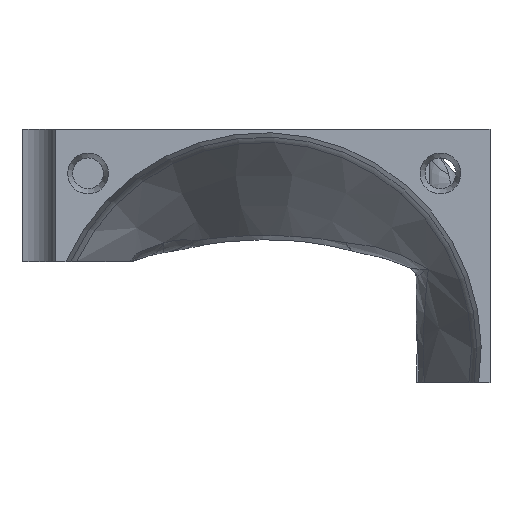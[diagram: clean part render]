
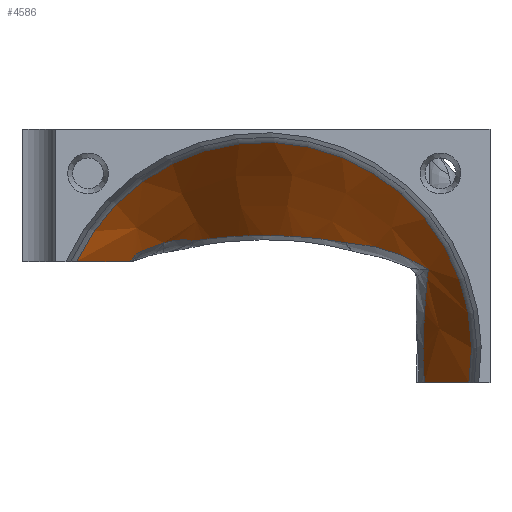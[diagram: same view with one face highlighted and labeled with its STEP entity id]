
A CAD part, left-side view. The second image highlights one B-rep face of the part: STEP entity #4586.
In plain terms, the highlighted conical face has half-angle 29.409 degrees and reference radius 15.912 mm.
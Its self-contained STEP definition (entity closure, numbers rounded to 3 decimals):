
#17=CONICAL_SURFACE('',#4945,15.912,0.513);
#38=(
BOUNDED_CURVE()
B_SPLINE_CURVE(2,(#7547,#7548,#7549),.UNSPECIFIED.,.F.,.F.)
B_SPLINE_CURVE_WITH_KNOTS((3,3),(0.396,1.237),
 .UNSPECIFIED.)
CURVE()
GEOMETRIC_REPRESENTATION_ITEM()
RATIONAL_B_SPLINE_CURVE((1.01,1.016,1.))
REPRESENTATION_ITEM('')
);
#41=(
BOUNDED_CURVE()
B_SPLINE_CURVE(2,(#10090,#10091,#10092),.UNSPECIFIED.,.F.,.F.)
B_SPLINE_CURVE_WITH_KNOTS((3,3),(0.,0.764),.UNSPECIFIED.)
CURVE()
GEOMETRIC_REPRESENTATION_ITEM()
RATIONAL_B_SPLINE_CURVE((1.,1.011,1.008))
REPRESENTATION_ITEM('')
);
#1104=FACE_OUTER_BOUND('',#1380,.T.);
#1380=EDGE_LOOP('',(#3881,#3882,#3883,#3884,#3885,#3886,#3887,#3888,#3889,
#3890,#3891,#3892));
#1590=CIRCLE('',#4946,18.825);
#1668=B_SPLINE_CURVE_WITH_KNOTS('',3,(#7420,#7421,#7422,#7423),
 .UNSPECIFIED.,.F.,.F.,(4,4),(0.,0.296),.UNSPECIFIED.);
#1669=B_SPLINE_CURVE_WITH_KNOTS('',3,(#7457,#7458,#7459,#7460,#7461,#7462,
#7463,#7464,#7465,#7466,#7467,#7468,#7469,#7470,#7471,#7472),
 .UNSPECIFIED.,.F.,.F.,(4,3,3,3,3,4),(0.296,0.324,
0.351,0.378,0.405,0.486),
 .UNSPECIFIED.);
#1671=B_SPLINE_CURVE_WITH_KNOTS('',3,(#7500,#7501,#7502,#7503),
 .UNSPECIFIED.,.F.,.F.,(4,4),(1.318,1.322),
 .UNSPECIFIED.);
#1674=B_SPLINE_CURVE_WITH_KNOTS('',3,(#7541,#7542,#7543,#7544),
 .UNSPECIFIED.,.F.,.F.,(4,4),(0.486,0.497),
 .UNSPECIFIED.);
#1769=B_SPLINE_CURVE_WITH_KNOTS('',3,(#9380,#9381,#9382,#9383,#9384),
 .UNSPECIFIED.,.F.,.F.,(4,1,4),(-0.139,0.371,1.051),
 .UNSPECIFIED.);
#1791=B_SPLINE_CURVE_WITH_KNOTS('',3,(#10064,#10065,#10066,#10067),
 .UNSPECIFIED.,.F.,.F.,(4,4),(0.887,1.318),
 .UNSPECIFIED.);
#1792=B_SPLINE_CURVE_WITH_KNOTS('',3,(#10069,#10070,#10071,#10072,#10073,
#10074,#10075),.UNSPECIFIED.,.F.,.F.,(4,1,1,1,4),(-3.632,-3.114,
-2.596,-2.078,-1.818),.UNSPECIFIED.);
#1793=B_SPLINE_CURVE_WITH_KNOTS('',3,(#10077,#10078,#10079,#10080),
 .UNSPECIFIED.,.F.,.F.,(4,4),(1.744,1.88),
 .UNSPECIFIED.);
#1794=B_SPLINE_CURVE_WITH_KNOTS('',3,(#10082,#10083,#10084,#10085,#10086,
#10087,#10088),.UNSPECIFIED.,.F.,.F.,(4,1,1,1,4),(0.468,0.67,
1.073,1.476,1.744),.UNSPECIFIED.);
#1961=VERTEX_POINT('',#7410);
#1964=VERTEX_POINT('',#7418);
#1965=VERTEX_POINT('',#7456);
#1967=VERTEX_POINT('',#7492);
#1969=VERTEX_POINT('',#7524);
#1970=VERTEX_POINT('',#7546);
#2066=VERTEX_POINT('',#9123);
#2084=VERTEX_POINT('',#9379);
#2141=VERTEX_POINT('',#10040);
#2142=VERTEX_POINT('',#10076);
#2143=VERTEX_POINT('',#10081);
#2144=VERTEX_POINT('',#10089);
#2459=EDGE_CURVE('',#1964,#1961,#1668,.T.);
#2460=EDGE_CURVE('',#1961,#1965,#1669,.T.);
#2464=EDGE_CURVE('',#1967,#1964,#1671,.T.);
#2467=EDGE_CURVE('',#1965,#1969,#1674,.T.);
#2468=EDGE_CURVE('',#1969,#1970,#38,.T.);
#2651=EDGE_CURVE('',#2066,#2084,#1769,.T.);
#2759=EDGE_CURVE('',#2141,#1967,#1791,.T.);
#2760=EDGE_CURVE('',#2084,#2141,#1792,.T.);
#2761=EDGE_CURVE('',#2142,#2066,#1793,.T.);
#2762=EDGE_CURVE('',#2143,#2142,#1794,.T.);
#2763=EDGE_CURVE('',#2144,#2143,#41,.T.);
#2764=EDGE_CURVE('',#2144,#1970,#1590,.T.);
#3881=ORIENTED_EDGE('',*,*,#2459,.F.);
#3882=ORIENTED_EDGE('',*,*,#2464,.F.);
#3883=ORIENTED_EDGE('',*,*,#2759,.F.);
#3884=ORIENTED_EDGE('',*,*,#2760,.F.);
#3885=ORIENTED_EDGE('',*,*,#2651,.F.);
#3886=ORIENTED_EDGE('',*,*,#2761,.F.);
#3887=ORIENTED_EDGE('',*,*,#2762,.F.);
#3888=ORIENTED_EDGE('',*,*,#2763,.F.);
#3889=ORIENTED_EDGE('',*,*,#2764,.T.);
#3890=ORIENTED_EDGE('',*,*,#2468,.F.);
#3891=ORIENTED_EDGE('',*,*,#2467,.F.);
#3892=ORIENTED_EDGE('',*,*,#2460,.F.);
#4586=ADVANCED_FACE('',(#1104),#17,.F.);
#4945=AXIS2_PLACEMENT_3D('',#10068,#5797,#5798);
#4946=AXIS2_PLACEMENT_3D('',#10093,#5799,#5800);
#5797=DIRECTION('center_axis',(-1.,0.,0.));
#5798=DIRECTION('ref_axis',(0.,-0.316,0.949));
#5799=DIRECTION('center_axis',(-1.,0.,0.));
#5800=DIRECTION('ref_axis',(0.,0.,1.));
#7410=CARTESIAN_POINT('',(-11.701,-52.946,11.978));
#7418=CARTESIAN_POINT('',(-10.048,-54.864,12.678));
#7420=CARTESIAN_POINT('Ctrl Pts',(-10.048,-54.864,12.678));
#7421=CARTESIAN_POINT('Ctrl Pts',(-10.558,-54.202,12.448));
#7422=CARTESIAN_POINT('Ctrl Pts',(-11.151,-53.55,12.23));
#7423=CARTESIAN_POINT('Ctrl Pts',(-11.701,-52.946,11.978));
#7456=CARTESIAN_POINT('',(-12.268,-51.884,11.075));
#7457=CARTESIAN_POINT('Ctrl Pts',(-11.701,-52.946,11.978));
#7458=CARTESIAN_POINT('Ctrl Pts',(-11.771,-52.869,11.946));
#7459=CARTESIAN_POINT('Ctrl Pts',(-11.838,-52.796,11.915));
#7460=CARTESIAN_POINT('Ctrl Pts',(-11.904,-52.722,11.881));
#7461=CARTESIAN_POINT('Ctrl Pts',(-11.97,-52.647,11.847));
#7462=CARTESIAN_POINT('Ctrl Pts',(-12.036,-52.572,11.81));
#7463=CARTESIAN_POINT('Ctrl Pts',(-12.079,-52.519,11.781));
#7464=CARTESIAN_POINT('Ctrl Pts',(-12.123,-52.467,11.753));
#7465=CARTESIAN_POINT('Ctrl Pts',(-12.144,-52.437,11.733));
#7466=CARTESIAN_POINT('Ctrl Pts',(-12.164,-52.399,11.702));
#7467=CARTESIAN_POINT('Ctrl Pts',(-12.185,-52.362,11.671));
#7468=CARTESIAN_POINT('Ctrl Pts',(-12.204,-52.317,11.629));
#7469=CARTESIAN_POINT('Ctrl Pts',(-12.22,-52.272,11.583));
#7470=CARTESIAN_POINT('Ctrl Pts',(-12.268,-52.138,11.445));
#7471=CARTESIAN_POINT('Ctrl Pts',(-12.28,-52.005,11.268));
#7472=CARTESIAN_POINT('Ctrl Pts',(-12.268,-51.884,11.075));
#7492=CARTESIAN_POINT('',(-10.028,-54.889,12.686));
#7500=CARTESIAN_POINT('Ctrl Pts',(-10.028,-54.889,12.686));
#7501=CARTESIAN_POINT('Ctrl Pts',(-10.035,-54.881,12.683));
#7502=CARTESIAN_POINT('Ctrl Pts',(-10.041,-54.872,12.68));
#7503=CARTESIAN_POINT('Ctrl Pts',(-10.048,-54.864,12.678));
#7524=CARTESIAN_POINT('',(-12.262,-51.838,11.));
#7541=CARTESIAN_POINT('Ctrl Pts',(-12.268,-51.884,11.075));
#7542=CARTESIAN_POINT('Ctrl Pts',(-12.267,-51.868,11.05));
#7543=CARTESIAN_POINT('Ctrl Pts',(-12.265,-51.853,11.025));
#7544=CARTESIAN_POINT('Ctrl Pts',(-12.262,-51.838,11.));
#7546=CARTESIAN_POINT('',(-19.833,-46.96,11.));
#7547=CARTESIAN_POINT('Ctrl Pts',(-12.262,-51.838,11.));
#7548=CARTESIAN_POINT('Ctrl Pts',(-15.415,-49.711,11.));
#7549=CARTESIAN_POINT('Ctrl Pts',(-19.833,-46.96,11.));
#9123=CARTESIAN_POINT('',(-15.855,-78.889,10.3));
#9379=CARTESIAN_POINT('',(-8.082,-71.39,12.708));
#9380=CARTESIAN_POINT('Ctrl Pts',(-15.855,-78.889,10.3));
#9381=CARTESIAN_POINT('Ctrl Pts',(-14.812,-77.902,10.977));
#9382=CARTESIAN_POINT('Ctrl Pts',(-12.235,-75.453,12.153));
#9383=CARTESIAN_POINT('Ctrl Pts',(-9.532,-72.893,12.591));
#9384=CARTESIAN_POINT('Ctrl Pts',(-8.082,-71.39,12.708));
#10040=CARTESIAN_POINT('',(-7.287,-57.634,12.879));
#10064=CARTESIAN_POINT('Ctrl Pts',(-7.287,-57.634,
12.879));
#10065=CARTESIAN_POINT('Ctrl Pts',(-8.348,-56.805,
13.056));
#10066=CARTESIAN_POINT('Ctrl Pts',(-9.29,-55.843,
13.012));
#10067=CARTESIAN_POINT('Ctrl Pts',(-10.028,-54.889,
12.686));
#10068=CARTESIAN_POINT('Origin',(-14.667,-64.,3.));
#10069=CARTESIAN_POINT('Ctrl Pts',(-8.082,-71.39,
12.708));
#10070=CARTESIAN_POINT('Ctrl Pts',(-7.104,-70.197,
12.923));
#10071=CARTESIAN_POINT('Ctrl Pts',(-5.376,-67.696,
13.267));
#10072=CARTESIAN_POINT('Ctrl Pts',(-4.437,-63.539,
13.427));
#10073=CARTESIAN_POINT('Ctrl Pts',(-5.613,-60.128,
13.223));
#10074=CARTESIAN_POINT('Ctrl Pts',(-6.839,-58.248,
12.974));
#10075=CARTESIAN_POINT('Ctrl Pts',(-7.287,-57.634,12.879));
#10076=CARTESIAN_POINT('',(-15.045,-78.802,9.399));
#10077=CARTESIAN_POINT('Ctrl Pts',(-15.045,-78.802,
9.399));
#10078=CARTESIAN_POINT('Ctrl Pts',(-15.306,-78.831,
9.703));
#10079=CARTESIAN_POINT('Ctrl Pts',(-15.577,-78.86,
10.003));
#10080=CARTESIAN_POINT('Ctrl Pts',(-15.855,-78.889,10.3));
#10081=CARTESIAN_POINT('',(-12.765,-78.534,0.));
#10082=CARTESIAN_POINT('Ctrl Pts',(-12.765,-78.534,0.));
#10083=CARTESIAN_POINT('Ctrl Pts',(-12.538,-78.506,
0.495));
#10084=CARTESIAN_POINT('Ctrl Pts',(-11.99,-78.435,
2.008));
#10085=CARTESIAN_POINT('Ctrl Pts',(-12.022,-78.44,4.626));
#10086=CARTESIAN_POINT('Ctrl Pts',(-13.343,-78.609,
7.265));
#10087=CARTESIAN_POINT('Ctrl Pts',(-14.532,-78.745,
8.801));
#10088=CARTESIAN_POINT('Ctrl Pts',(-15.045,-78.802,
9.399));
#10089=CARTESIAN_POINT('',(-19.833,-82.584,0.));
#10090=CARTESIAN_POINT('Ctrl Pts',(-19.833,-82.584,
0.));
#10091=CARTESIAN_POINT('Ctrl Pts',(-15.867,-80.319,
0.));
#10092=CARTESIAN_POINT('Ctrl Pts',(-12.765,-78.534,0.));
#10093=CARTESIAN_POINT('Origin',(-19.833,-64.,3.));
